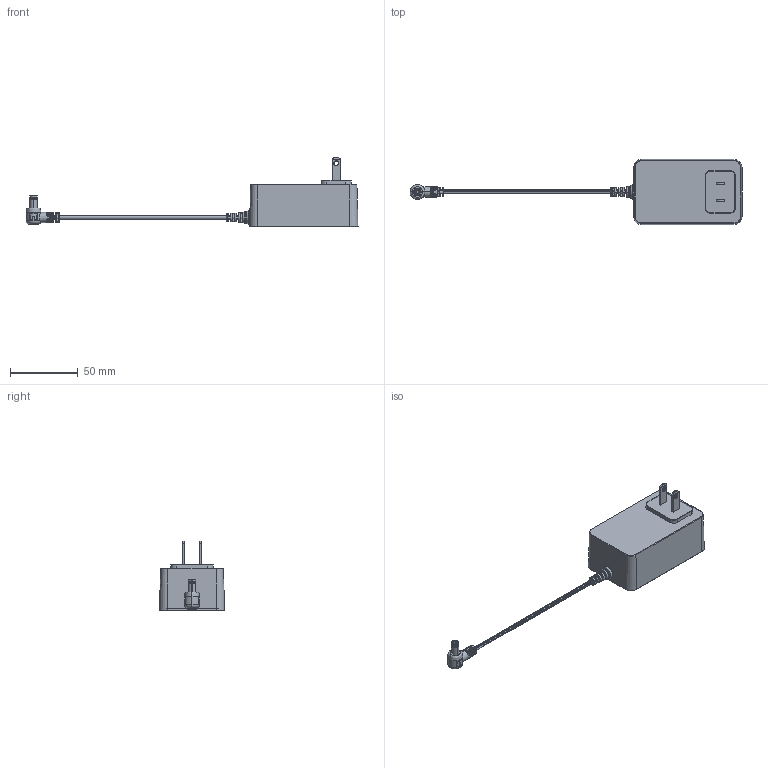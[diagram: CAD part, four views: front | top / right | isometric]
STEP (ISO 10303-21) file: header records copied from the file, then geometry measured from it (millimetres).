
FILE_DESCRIPTION (( 'STEP AP203' ), '1' );
FILE_NAME ('16-00219_revA.STEP', '2020-09-10T18:04:04', ( '' ), ( '' ), 'SwSTEP 2.0', 'SolidWorks 2015', '' );
FILE_SCHEMA (( 'CONFIG_CONTROL_DESIGN' ));
Length unit declared in the file: millimetre
Products named in the file (14): 16-00219_revA; 26-00008; Nema 1-15 plug; 50-00129; 26-00008_top; 24-00006; 50-00129 contact; 30-00338_stripped and tinned; UL_1-15 pin; 24-00348; 50-00129 shell; 50-00129 insulator; 10-03778; 26-00008_bottom
Assembly tree (14 placements, depth 4):
  16-00219_revA
    26-00008
      26-00008_bottom
      26-00008_top
    Nema 1-15 plug
      UL_1-15 pin  x2
    10-03778
      30-00338_stripped and tinned
      24-00348
      24-00006
      50-00129
        50-00129 contact
        50-00129 insulator
        50-00129 shell
Bounding box: 244.79 x 47.98 x 51.1 mm (x, y, z)
Volume: 30128.7 mm3; surface area: 44298.9 mm2
Topology: 150 solids, 150 shells, 1391 faces, 2947 edges, 1911 vertices
Faces by surface type: plane 739, cylinder 422, bspline 144, torus 48, cone 38
Entity records: 45285 total; most frequent: CARTESIAN_POINT 14778, DIRECTION 6018, ORIENTED_EDGE 5766, EDGE_CURVE 2883, AXIS2_PLACEMENT_3D 2284, VERTEX_POINT 1871, EDGE_LOOP 1456, VECTOR 1450
